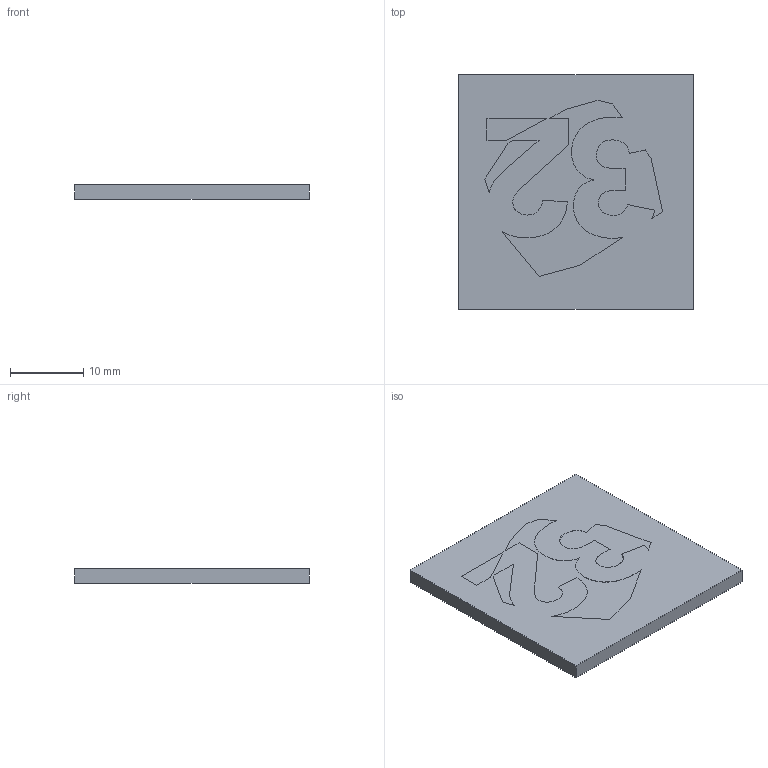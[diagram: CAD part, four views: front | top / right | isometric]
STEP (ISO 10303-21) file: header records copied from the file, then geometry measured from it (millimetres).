
FILE_DESCRIPTION(/* description */ (''),/* implementation_level */ '2;1');
FILE_NAME(/* name */ '32 makers mark_v1.step',/* time_stamp */ '2023-01-28T13:10:37-08:00',/* author */ (''),/* organization */ (''),/* preprocessor_version */ 'ST-DEVELOPER v19.2',/* originating_system */ 'Autodesk Translation Framework v11.17.0.187',/* authorisation */ '');
FILE_SCHEMA (('AUTOMOTIVE_DESIGN { 1 0 10303 214 3 1 1 }'));
Length unit declared in the file: millimetre
Products named in the file (3): 32 makers mark; 32 v1; positive
Assembly tree (2 placements, depth 2):
  32 makers mark
    32 v1
    positive
Bounding box: 32 x 32 x 2 mm (x, y, z)
Volume: 2048 mm3; surface area: 2979.6 mm2
Topology: 5 solids, 5 shells, 244 faces, 628 edges, 398 vertices
Faces by surface type: bspline 162, plane 82
Entity records: 12849 total; most frequent: CARTESIAN_POINT 8256, ORIENTED_EDGE 1256, EDGE_CURVE 628, B_SPLINE_CURVE_WITH_KNOTS 452, VERTEX_POINT 398, DIRECTION 350, EDGE_LOOP 248, FACE_OUTER_BOUND 244
